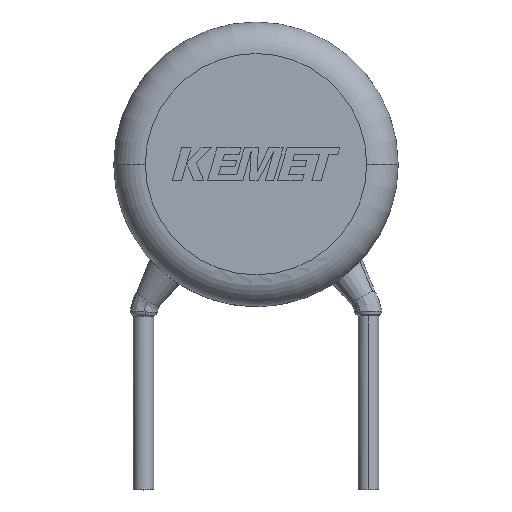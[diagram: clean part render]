
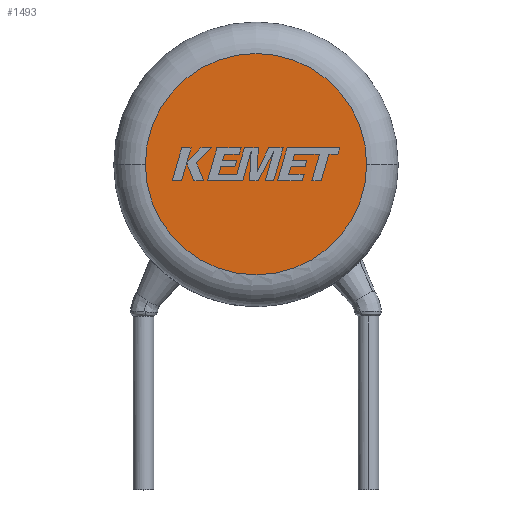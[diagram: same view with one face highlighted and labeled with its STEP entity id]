
A CAD part, top view. The second image highlights one B-rep face of the part: STEP entity #1493.
In plain terms, the highlighted planar face has unit normal (0, 0, 1).
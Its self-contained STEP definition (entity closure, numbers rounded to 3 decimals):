
#347 = DIRECTION ( 'NONE',  ( 0., 0., 1. ) ) ;
#365 = CARTESIAN_POINT ( 'NONE',  ( 0., 0., 5. ) ) ;
#770 = DIRECTION ( 'NONE',  ( 0., 0., 1. ) ) ;
#979 = CIRCLE ( 'NONE', #2459, 3.5 ) ;
#1087 = CARTESIAN_POINT ( 'NONE',  ( 0., 0., 5. ) ) ;
#1158 = DIRECTION ( 'NONE',  ( 1., 0., 0. ) ) ;
#1254 = ORIENTED_EDGE ( 'NONE', *, *, #3185, .T. ) ;
#1493 = ADVANCED_FACE ( 'NONE', ( #3035 ), #2329, .T. ) ;
#1553 = AXIS2_PLACEMENT_3D ( 'NONE', #1087, #770, #1791 ) ;
#1627 = DIRECTION ( 'NONE',  ( 1., 0., 0. ) ) ;
#1791 = DIRECTION ( 'NONE',  ( 1., 0., 0. ) ) ;
#2033 = CARTESIAN_POINT ( 'NONE',  ( -3.5, 0., 5. ) ) ;
#2303 = ORIENTED_EDGE ( 'NONE', *, *, #3898, .T. ) ;
#2329 = PLANE ( 'NONE',  #3556 ) ;
#2343 = DIRECTION ( 'NONE',  ( 0., 0., 1. ) ) ;
#2459 = AXIS2_PLACEMENT_3D ( 'NONE', #3280, #347, #1627 ) ;
#2869 = CARTESIAN_POINT ( 'NONE',  ( 3.5, 0., 5. ) ) ;
#3035 = FACE_OUTER_BOUND ( 'NONE', #4145, .T. ) ;
#3185 = EDGE_CURVE ( 'NONE', #3824, #4026, #3255, .T. ) ;
#3255 = CIRCLE ( 'NONE', #1553, 3.5 ) ;
#3280 = CARTESIAN_POINT ( 'NONE',  ( 0., 0., 5. ) ) ;
#3556 = AXIS2_PLACEMENT_3D ( 'NONE', #365, #2343, #1158 ) ;
#3824 = VERTEX_POINT ( 'NONE', #2869 ) ;
#3898 = EDGE_CURVE ( 'NONE', #4026, #3824, #979, .T. ) ;
#4026 = VERTEX_POINT ( 'NONE', #2033 ) ;
#4145 = EDGE_LOOP ( 'NONE', ( #1254, #2303 ) ) ;
